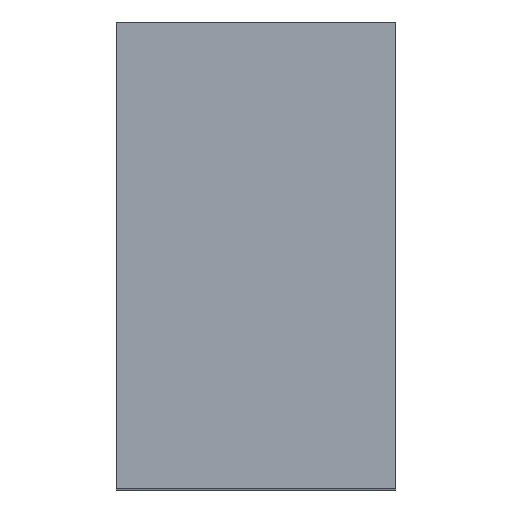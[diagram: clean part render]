
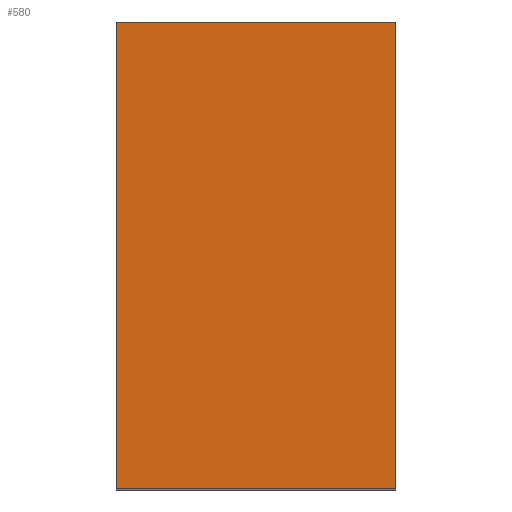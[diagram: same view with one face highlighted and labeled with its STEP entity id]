
A CAD part, top view. The second image highlights one B-rep face of the part: STEP entity #580.
In plain terms, the highlighted planar face has unit normal (0, 0, 1).
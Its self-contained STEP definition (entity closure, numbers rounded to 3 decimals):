
#26=FACE_OUTER_BOUND('',#56,.T.);
#56=EDGE_LOOP('',(#449,#450,#451,#452));
#129=LINE('',#908,#211);
#133=LINE('',#916,#215);
#134=LINE('',#918,#216);
#135=LINE('',#919,#217);
#211=VECTOR('',#730,10.);
#215=VECTOR('',#736,10.);
#216=VECTOR('',#737,10.);
#217=VECTOR('',#738,10.);
#283=VERTEX_POINT('',#905);
#284=VERTEX_POINT('',#907);
#287=VERTEX_POINT('',#915);
#288=VERTEX_POINT('',#917);
#347=EDGE_CURVE('',#284,#283,#129,.T.);
#351=EDGE_CURVE('',#287,#283,#133,.T.);
#352=EDGE_CURVE('',#288,#287,#134,.T.);
#353=EDGE_CURVE('',#288,#284,#135,.T.);
#449=ORIENTED_EDGE('',*,*,#347,.T.);
#450=ORIENTED_EDGE('',*,*,#351,.F.);
#451=ORIENTED_EDGE('',*,*,#352,.F.);
#452=ORIENTED_EDGE('',*,*,#353,.T.);
#550=PLANE('',#633);
#580=ADVANCED_FACE('',(#26),#550,.T.);
#633=AXIS2_PLACEMENT_3D('',#914,#734,#735);
#730=DIRECTION('',(0.,1.,0.));
#734=DIRECTION('center_axis',(0.,0.,1.));
#735=DIRECTION('ref_axis',(1.,0.,0.));
#736=DIRECTION('',(1.,0.,0.));
#737=DIRECTION('',(0.,1.,0.));
#738=DIRECTION('',(1.,0.,0.));
#905=CARTESIAN_POINT('',(-7.,25.,60.));
#907=CARTESIAN_POINT('',(-7.,0.,60.));
#908=CARTESIAN_POINT('',(-7.,6.25,60.));
#914=CARTESIAN_POINT('Origin',(-22.,0.,60.));
#915=CARTESIAN_POINT('',(-22.,25.,60.));
#916=CARTESIAN_POINT('',(-22.,25.,60.));
#917=CARTESIAN_POINT('',(-22.,0.,60.));
#918=CARTESIAN_POINT('',(-22.,0.,60.));
#919=CARTESIAN_POINT('',(-22.,0.,60.));
